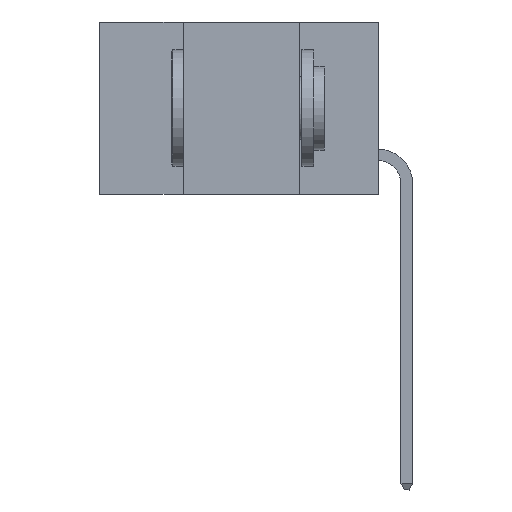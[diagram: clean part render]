
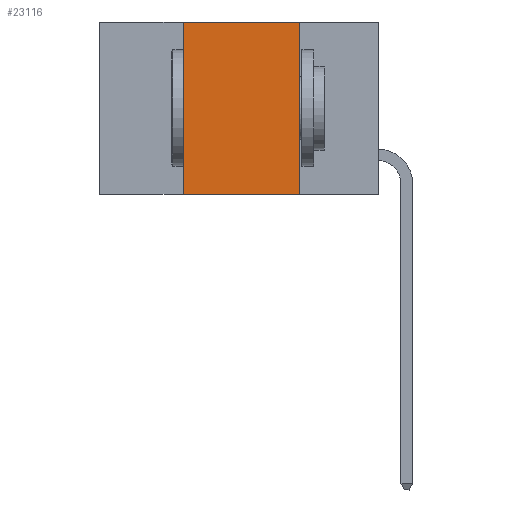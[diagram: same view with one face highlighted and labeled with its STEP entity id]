
A CAD part, left-side view. The second image highlights one B-rep face of the part: STEP entity #23116.
In plain terms, the highlighted planar face has unit normal (-1, 0, 0).
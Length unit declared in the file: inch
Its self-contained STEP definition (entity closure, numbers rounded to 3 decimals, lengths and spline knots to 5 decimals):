
#1090 = ORIENTED_EDGE ( 'NONE', *, *, #19176, .F. ) ;
#2133 = ORIENTED_EDGE ( 'NONE', *, *, #4899, .F. ) ;
#2231 = ORIENTED_EDGE ( 'NONE', *, *, #13986, .F. ) ;
#3823 = VECTOR ( 'NONE', #7491, 39.37008 ) ;
#4074 = VECTOR ( 'NONE', #17835, 39.37008 ) ;
#4372 = CARTESIAN_POINT ( 'NONE',  ( 0., 0.17, 0. ) ) ;
#4899 = EDGE_CURVE ( 'NONE', #16863, #12979, #24520, .T. ) ;
#5451 = CARTESIAN_POINT ( 'NONE',  ( 0., 0.42, 0. ) ) ;
#5866 = VERTEX_POINT ( 'NONE', #5874 ) ;
#5874 = CARTESIAN_POINT ( 'NONE',  ( 0., 0.42, -0.37 ) ) ;
#5979 = EDGE_CURVE ( 'NONE', #5866, #17416, #8654, .T. ) ;
#6162 = ORIENTED_EDGE ( 'NONE', *, *, #5979, .T. ) ;
#6197 = CARTESIAN_POINT ( 'NONE',  ( 0., 0.6, -0.37 ) ) ;
#6984 = CARTESIAN_POINT ( 'NONE',  ( 0., 0.6, 0. ) ) ;
#7214 = CARTESIAN_POINT ( 'NONE',  ( 0., 0.17, -0.37 ) ) ;
#7491 = DIRECTION ( 'NONE',  ( 0., -1., 0. ) ) ;
#8654 = LINE ( 'NONE', #6197, #4074 ) ;
#8774 = CARTESIAN_POINT ( 'NONE',  ( 0., 0.6, 0. ) ) ;
#8953 = DIRECTION ( 'NONE',  ( 0., 0., -1. ) ) ;
#10831 = PLANE ( 'NONE',  #12967 ) ;
#12779 = DIRECTION ( 'NONE',  ( 0., 0., 1. ) ) ;
#12967 = AXIS2_PLACEMENT_3D ( 'NONE', #6984, #20559, #8953 ) ;
#12979 = VERTEX_POINT ( 'NONE', #4372 ) ;
#13241 = CARTESIAN_POINT ( 'NONE',  ( 0., 0.17, 0. ) ) ;
#13904 = LINE ( 'NONE', #14606, #23656 ) ;
#13986 = EDGE_CURVE ( 'NONE', #12979, #17416, #14437, .T. ) ;
#14437 = LINE ( 'NONE', #13241, #19004 ) ;
#14606 = CARTESIAN_POINT ( 'NONE',  ( 0., 0.42, 0. ) ) ;
#16735 = FACE_OUTER_BOUND ( 'NONE', #17849, .T. ) ;
#16863 = VERTEX_POINT ( 'NONE', #5451 ) ;
#17191 = DIRECTION ( 'NONE',  ( 0., 0., -1. ) ) ;
#17416 = VERTEX_POINT ( 'NONE', #7214 ) ;
#17835 = DIRECTION ( 'NONE',  ( 0., -1., 0. ) ) ;
#17849 = EDGE_LOOP ( 'NONE', ( #2231, #2133, #1090, #6162 ) ) ;
#19004 = VECTOR ( 'NONE', #17191, 39.37008 ) ;
#19176 = EDGE_CURVE ( 'NONE', #5866, #16863, #13904, .T. ) ;
#20559 = DIRECTION ( 'NONE',  ( 1., 0., 0. ) ) ;
#23116 = ADVANCED_FACE ( 'NONE', ( #16735 ), #10831, .F. ) ;
#23656 = VECTOR ( 'NONE', #12779, 39.37008 ) ;
#24520 = LINE ( 'NONE', #8774, #3823 ) ;
